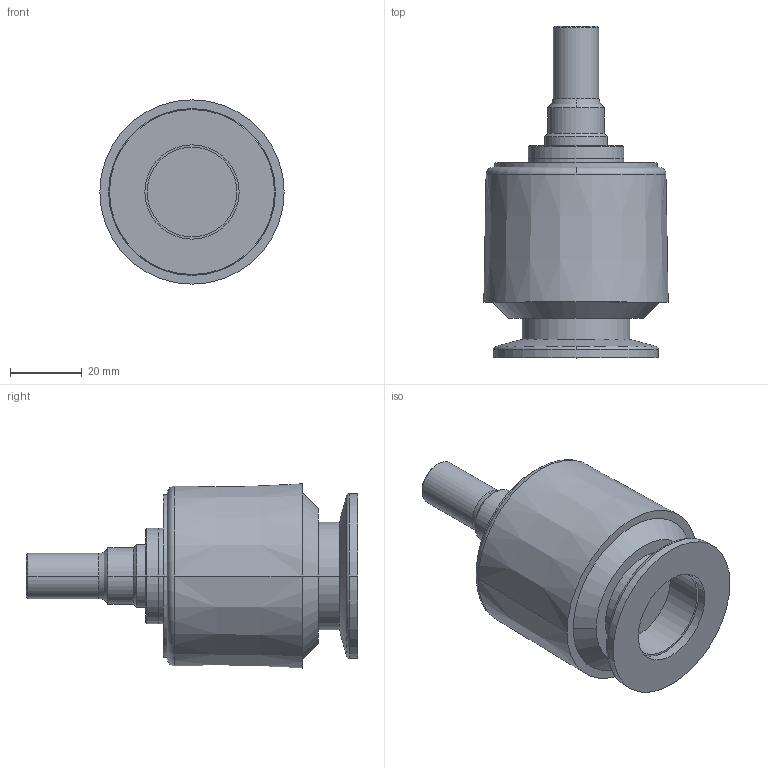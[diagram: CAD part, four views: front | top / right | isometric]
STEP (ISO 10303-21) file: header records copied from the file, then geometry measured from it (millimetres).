
FILE_DESCRIPTION((''),'2;1');
FILE_NAME('399-510.stp','2004-03-09T15:59:12',('BEM'),(''),'Autodesk Inventor (R) 6.0','Autodesk Inventor (R) 6.0','');
FILE_SCHEMA(('AUTOMOTIVE_DESIGN { 1 0 10303 214 1 1 1 1 }'));
Length unit declared in the file: millimetre
Products named in the file (1): 399-510
Bounding box: 51.27 x 92.3 x 51.27 mm (x, y, z)
Volume: 93920.4 mm3; surface area: 16978 mm2
Topology: 1 solids, 1 shells, 65 faces, 142 edges, 92 vertices
Faces by surface type: cylinder 30, plane 15, cone 12, torus 6, bspline 2
Entity records: 1935 total; most frequent: CARTESIAN_POINT 388, DIRECTION 370, ORIENTED_EDGE 284, AXIS2_PLACEMENT_3D 164, EDGE_CURVE 142, CIRCLE 100, VERTEX_POINT 92, EDGE_LOOP 78
